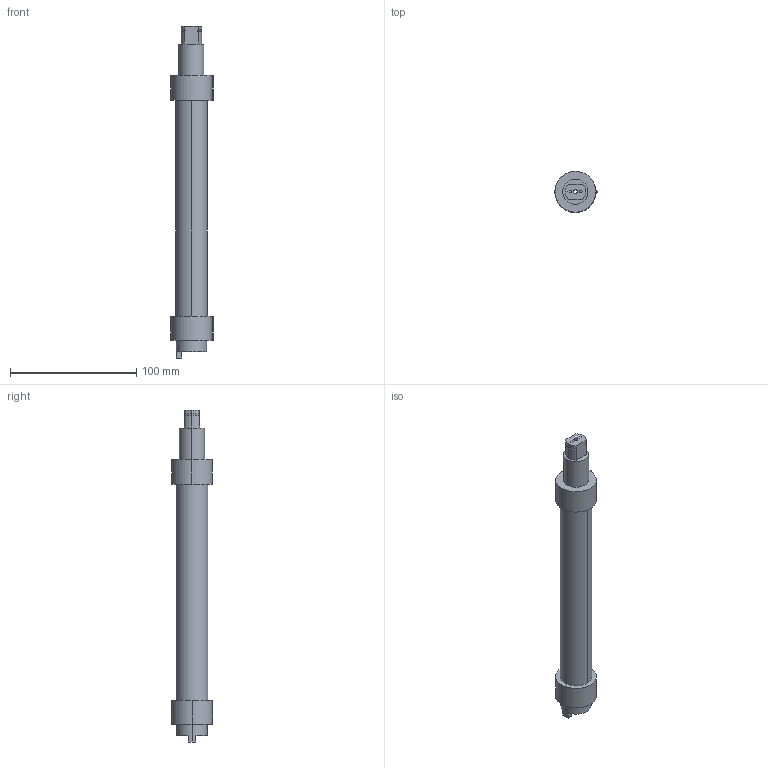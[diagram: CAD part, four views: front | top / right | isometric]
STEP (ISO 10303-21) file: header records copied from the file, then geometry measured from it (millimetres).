
FILE_DESCRIPTION(('STEP AP214'),'1');
FILE_NAME('cctmp_1F1024B0-F08F-4678-8BB2-C5C20C16E4AF_2022_10_31_14_34_18_0297..stp','2022-10-31T13:34:18',('Praher Valves GmbH'),('CADClick - www.CADClick.com'),'Spatial InterOp 3D',' ','unknown authorization');
FILE_SCHEMA(('AUTOMOTIVE_DESIGN'));
Length unit declared in the file: millimetre
Products named in the file (1): 125425
Bounding box: 33.5 x 32.49 x 263 mm (x, y, z)
Volume: 55631.3 mm3; surface area: 38376.1 mm2
Topology: 1 solids, 1 shells, 84 faces, 203 edges, 132 vertices
Faces by surface type: cylinder 42, plane 30, torus 12
Entity records: 3331 total; most frequent: CARTESIAN_POINT 592, DIRECTION 457, ORIENTED_EDGE 406, EDGE_CURVE 203, AXIS2_PLACEMENT_3D 181, VERTEX_POINT 132, EDGE_LOOP 97, CIRCLE 96
